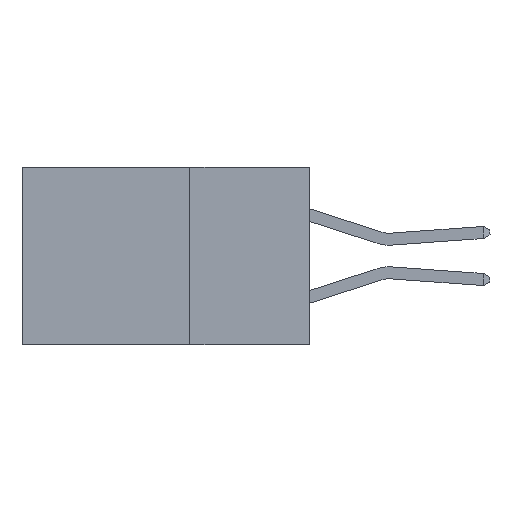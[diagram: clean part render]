
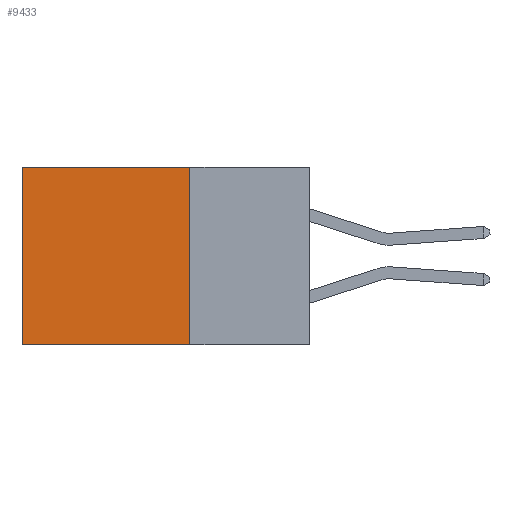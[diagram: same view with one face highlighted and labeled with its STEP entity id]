
A CAD part, left-side view. The second image highlights one B-rep face of the part: STEP entity #9433.
In plain terms, the highlighted planar face has unit normal (-1, 0, 0).
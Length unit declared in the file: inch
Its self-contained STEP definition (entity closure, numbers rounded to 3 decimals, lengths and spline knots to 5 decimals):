
#754 = AXIS2_PLACEMENT_3D ( 'NONE', #3895, #3274, #3229 ) ;
#993 = VERTEX_POINT ( 'NONE', #18684 ) ;
#1788 = DIRECTION ( 'NONE',  ( 0., 0., -1. ) ) ;
#1830 = DIRECTION ( 'NONE',  ( 0., 1., 0. ) ) ;
#1858 = CARTESIAN_POINT ( 'NONE',  ( 0.298, 0.25, 0. ) ) ;
#2557 = CARTESIAN_POINT ( 'NONE',  ( 0.298, 0.25, -0.37 ) ) ;
#3015 = EDGE_CURVE ( 'NONE', #18792, #993, #11658, .T. ) ;
#3068 = VECTOR ( 'NONE', #16031, 39.37008 ) ;
#3229 = DIRECTION ( 'NONE',  ( 0., 0., -1. ) ) ;
#3274 = DIRECTION ( 'NONE',  ( 1., 0., 0. ) ) ;
#3407 = PLANE ( 'NONE',  #754 ) ;
#3895 = CARTESIAN_POINT ( 'NONE',  ( 0.298, 0.25, 0. ) ) ;
#4146 = DIRECTION ( 'NONE',  ( 0., 1., 0. ) ) ;
#4534 = ORIENTED_EDGE ( 'NONE', *, *, #3015, .T. ) ;
#4564 = VECTOR ( 'NONE', #1788, 39.37008 ) ;
#6848 = EDGE_LOOP ( 'NONE', ( #14186, #18056, #10796, #4534 ) ) ;
#7424 = EDGE_CURVE ( 'NONE', #993, #9153, #16079, .T. ) ;
#7699 = CARTESIAN_POINT ( 'NONE',  ( 0.298, 0.6, 0. ) ) ;
#9153 = VERTEX_POINT ( 'NONE', #11014 ) ;
#9345 = LINE ( 'NONE', #9769, #4564 ) ;
#9433 = ADVANCED_FACE ( 'NONE', ( #19826 ), #3407, .F. ) ;
#9769 = CARTESIAN_POINT ( 'NONE',  ( 0.298, 0.25, 0. ) ) ;
#10796 = ORIENTED_EDGE ( 'NONE', *, *, #19342, .F. ) ;
#11014 = CARTESIAN_POINT ( 'NONE',  ( 0.298, 0.6, -0.37 ) ) ;
#11359 = VERTEX_POINT ( 'NONE', #2557 ) ;
#11658 = LINE ( 'NONE', #1858, #15546 ) ;
#11966 = EDGE_CURVE ( 'NONE', #11359, #9153, #14946, .T. ) ;
#14186 = ORIENTED_EDGE ( 'NONE', *, *, #7424, .T. ) ;
#14946 = LINE ( 'NONE', #17266, #19299 ) ;
#15546 = VECTOR ( 'NONE', #1830, 39.37008 ) ;
#16031 = DIRECTION ( 'NONE',  ( 0., 0., -1. ) ) ;
#16079 = LINE ( 'NONE', #7699, #3068 ) ;
#16934 = CARTESIAN_POINT ( 'NONE',  ( 0.298, 0.25, 0. ) ) ;
#17266 = CARTESIAN_POINT ( 'NONE',  ( 0.298, 0.25, -0.37 ) ) ;
#18056 = ORIENTED_EDGE ( 'NONE', *, *, #11966, .F. ) ;
#18684 = CARTESIAN_POINT ( 'NONE',  ( 0.298, 0.6, 0. ) ) ;
#18792 = VERTEX_POINT ( 'NONE', #16934 ) ;
#19299 = VECTOR ( 'NONE', #4146, 39.37008 ) ;
#19342 = EDGE_CURVE ( 'NONE', #18792, #11359, #9345, .T. ) ;
#19826 = FACE_OUTER_BOUND ( 'NONE', #6848, .T. ) ;
